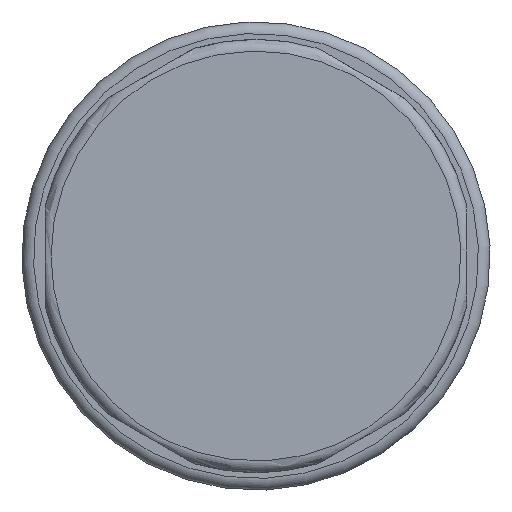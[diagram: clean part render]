
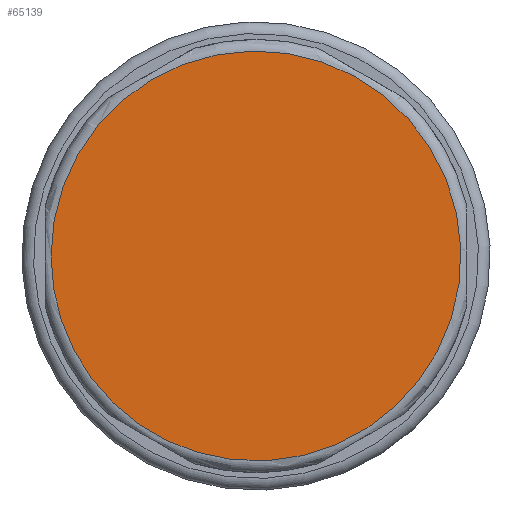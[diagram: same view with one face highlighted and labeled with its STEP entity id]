
A CAD part, left-side view. The second image highlights one B-rep face of the part: STEP entity #65139.
In plain terms, the highlighted planar face has unit normal (-1, 0, 0).
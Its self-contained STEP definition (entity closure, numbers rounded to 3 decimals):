
#65123=CARTESIAN_POINT('',(0.0,14.513,0.0));
#65124=DIRECTION('',(-1.0,0.0,0.0));
#65125=DIRECTION('',(0.0,0.0,1.0));
#65126=AXIS2_PLACEMENT_3D('',#65123,#65124,#65125);
#65127=PLANE('',#65126);
#65128=CARTESIAN_POINT('',(0.0,17.5,0.0));
#65129=VERTEX_POINT('',#65128);
#65130=CARTESIAN_POINT('',(0.0,0.0,0.0));
#65131=DIRECTION('',(1.0,0.0,0.0));
#65132=DIRECTION('',(0.0,-1.0,0.0));
#65133=AXIS2_PLACEMENT_3D('',#65130,#65131,#65132);
#65134=CIRCLE('',#65133,17.5);
#65135=EDGE_CURVE('',#65129,#65129,#65134,.T.);
#65136=ORIENTED_EDGE('',*,*,#65135,.F.);
#65137=EDGE_LOOP('',(#65136));
#65138=FACE_OUTER_BOUND('',#65137,.T.);
#65139=ADVANCED_FACE('',(#65138),#65127,.T.);
